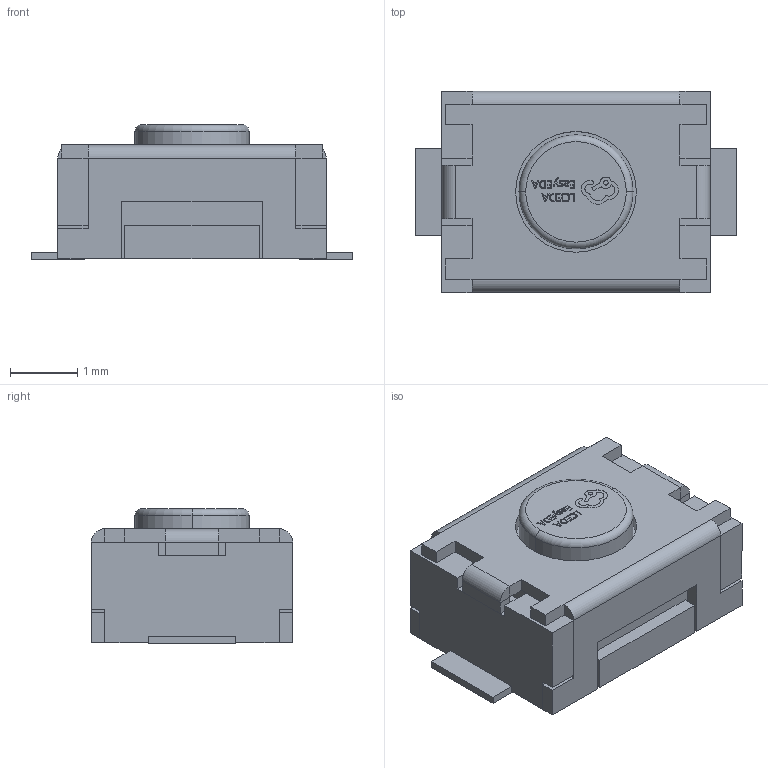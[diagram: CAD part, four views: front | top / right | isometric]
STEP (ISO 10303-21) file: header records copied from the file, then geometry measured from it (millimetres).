
FILE_DESCRIPTION (( 'STEP AP214' ), '1' );
FILE_NAME ('SW-SMD_L4.0-W2.9-LS4.8-2.step', '2022-07-26T15:19:49', ( '' ), ( '' ), 'SwSTEP 2.0', 'SolidWorks 2020', '' );
FILE_SCHEMA (( 'AUTOMOTIVE_DESIGN' ));
Length unit declared in the file: millimetre
Products named in the file (1): SW-SMD_L4.0-W2.9-LS4.8-2
Bounding box: 4.8 x 3 x 2.01 mm (x, y, z)
Volume: 20.3 mm3; surface area: 86.5 mm2
Topology: 15 solids, 15 shells, 413 faces, 1091 edges, 716 vertices
Faces by surface type: plane 291, bspline 112, cylinder 8, torus 2
Entity records: 18516 total; most frequent: CARTESIAN_POINT 4325, ORIENTED_EDGE 2182, DIRECTION 1487, EDGE_CURVE 1091, LINE 843, VECTOR 843, VERTEX_POINT 716, EDGE_LOOP 435
